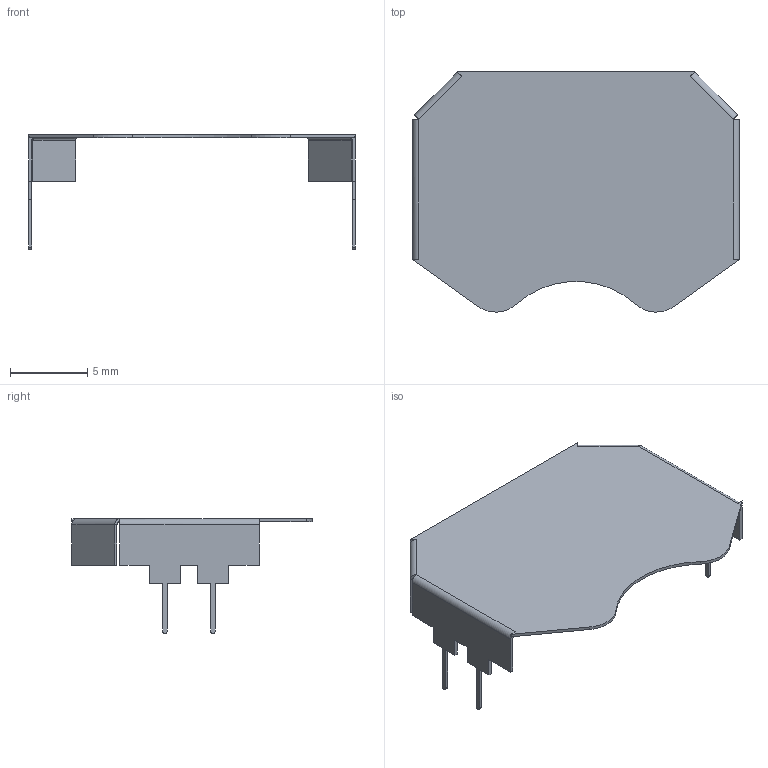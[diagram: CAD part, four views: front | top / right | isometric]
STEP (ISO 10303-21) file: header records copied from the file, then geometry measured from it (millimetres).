
FILE_DESCRIPTION( ( '' ), ' ' );
FILE_NAME( '5a6bff0d9c6ee40f4c50417e.step', '2018-01-27T04:24:46', ( '' ), ( '' ), ' ', ' ', ' ' );
FILE_SCHEMA( ( 'AUTOMOTIVE_DESIGN { 1 0 10303 214 1 1 1 1 }' ) );
Length unit declared in the file: metre
Products named in the file (1): Open CASCADE STEP translator 6.8 2
Bounding box: 21.1 x 15.5 x 7.4 mm (x, y, z)
Volume: 74.5 mm3; surface area: 770.2 mm2
Topology: 1 solids, 1 shells, 76 faces, 202 edges, 128 vertices
Faces by surface type: plane 57, cylinder 15, bspline 4
Entity records: 4050 total; most frequent: CARTESIAN_POINT 539, ORIENTED_EDGE 404, DIRECTION 366, STYLED_ITEM 278, PRESENTATION_STYLE_ASSIGNMENT 278, COLOUR_RGB 278, EDGE_CURVE 202, CURVE_STYLE 202
